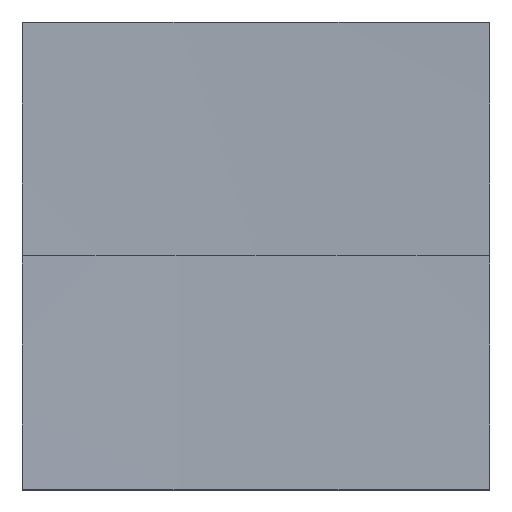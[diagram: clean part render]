
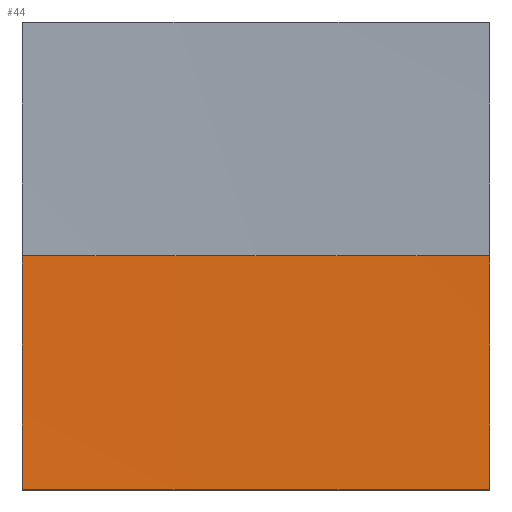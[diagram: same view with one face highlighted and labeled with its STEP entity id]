
A CAD part, top view. The second image highlights one B-rep face of the part: STEP entity #44.
In plain terms, the highlighted spherical face has radius 500 mm.
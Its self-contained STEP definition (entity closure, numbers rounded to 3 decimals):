
#1 = VERTEX_POINT ( 'NONE', #166 ) ;
#2 = AXIS2_PLACEMENT_3D ( 'NONE', #140, #156, #214 ) ;
#3 = ORIENTED_EDGE ( 'NONE', *, *, #14, .T. ) ;
#4 = EDGE_LOOP ( 'NONE', ( #143, #3, #162, #249, #235 ) ) ;
#14 = EDGE_CURVE ( 'NONE', #85, #1, #110, .T. ) ;
#15 = DIRECTION ( 'NONE',  ( 0., 1., 0. ) ) ;
#21 = CIRCLE ( 'NONE', #199, 499.844 ) ;
#30 = DIRECTION ( 'NONE',  ( 1., 0., 0. ) ) ;
#31 = SPHERICAL_SURFACE ( 'NONE', #2, 500. ) ;
#36 = AXIS2_PLACEMENT_3D ( 'NONE', #192, #221, #129 ) ;
#43 = CARTESIAN_POINT ( 'NONE',  ( 12.5, 0., 506. ) ) ;
#44 = ADVANCED_FACE ( 'NONE', ( #211 ), #31, .F. ) ;
#45 = CARTESIAN_POINT ( 'NONE',  ( 0., 0., 506. ) ) ;
#47 = DIRECTION ( 'NONE',  ( 0., 0., -1. ) ) ;
#80 = AXIS2_PLACEMENT_3D ( 'NONE', #45, #88, #47 ) ;
#85 = VERTEX_POINT ( 'NONE', #104 ) ;
#88 = DIRECTION ( 'NONE',  ( 0., -1., 0. ) ) ;
#98 = CARTESIAN_POINT ( 'NONE',  ( 0., 0., 506. ) ) ;
#104 = CARTESIAN_POINT ( 'NONE',  ( 0., 0., 6. ) ) ;
#110 = CIRCLE ( 'NONE', #233, 500. ) ;
#112 = EDGE_CURVE ( 'NONE', #141, #1, #176, .T. ) ;
#113 = CARTESIAN_POINT ( 'NONE',  ( -12.5, -12.5, 6.313 ) ) ;
#114 = VERTEX_POINT ( 'NONE', #134 ) ;
#119 = DIRECTION ( 'NONE',  ( 0., 1., 0. ) ) ;
#129 = DIRECTION ( 'NONE',  ( 0., 0., 1. ) ) ;
#134 = CARTESIAN_POINT ( 'NONE',  ( 12.5, 0., 6.156 ) ) ;
#140 = CARTESIAN_POINT ( 'NONE',  ( 0., 0., 506. ) ) ;
#141 = VERTEX_POINT ( 'NONE', #113 ) ;
#143 = ORIENTED_EDGE ( 'NONE', *, *, #218, .F. ) ;
#154 = CIRCLE ( 'NONE', #36, 499.844 ) ;
#156 = DIRECTION ( 'NONE',  ( 0., 1., 0. ) ) ;
#160 = EDGE_CURVE ( 'NONE', #161, #114, #21, .T. ) ;
#161 = VERTEX_POINT ( 'NONE', #225 ) ;
#162 = ORIENTED_EDGE ( 'NONE', *, *, #112, .F. ) ;
#166 = CARTESIAN_POINT ( 'NONE',  ( -12.5, 0., 6.156 ) ) ;
#172 = CIRCLE ( 'NONE', #80, 500. ) ;
#176 = CIRCLE ( 'NONE', #229, 499.844 ) ;
#181 = CARTESIAN_POINT ( 'NONE',  ( -12.5, 0., 506. ) ) ;
#189 = DIRECTION ( 'NONE',  ( 1., 0., 0. ) ) ;
#192 = CARTESIAN_POINT ( 'NONE',  ( 0., -12.5, 506. ) ) ;
#194 = DIRECTION ( 'NONE',  ( 0., 1., 0. ) ) ;
#199 = AXIS2_PLACEMENT_3D ( 'NONE', #43, #189, #15 ) ;
#211 = FACE_OUTER_BOUND ( 'NONE', #4, .T. ) ;
#213 = DIRECTION ( 'NONE',  ( -1., 0., 0. ) ) ;
#214 = DIRECTION ( 'NONE',  ( 1., 0., 0. ) ) ;
#218 = EDGE_CURVE ( 'NONE', #85, #114, #172, .T. ) ;
#221 = DIRECTION ( 'NONE',  ( 0., 1., 0. ) ) ;
#225 = CARTESIAN_POINT ( 'NONE',  ( 12.5, -12.5, 6.313 ) ) ;
#229 = AXIS2_PLACEMENT_3D ( 'NONE', #181, #30, #194 ) ;
#233 = AXIS2_PLACEMENT_3D ( 'NONE', #98, #119, #213 ) ;
#235 = ORIENTED_EDGE ( 'NONE', *, *, #160, .T. ) ;
#237 = EDGE_CURVE ( 'NONE', #161, #141, #154, .T. ) ;
#249 = ORIENTED_EDGE ( 'NONE', *, *, #237, .F. ) ;
